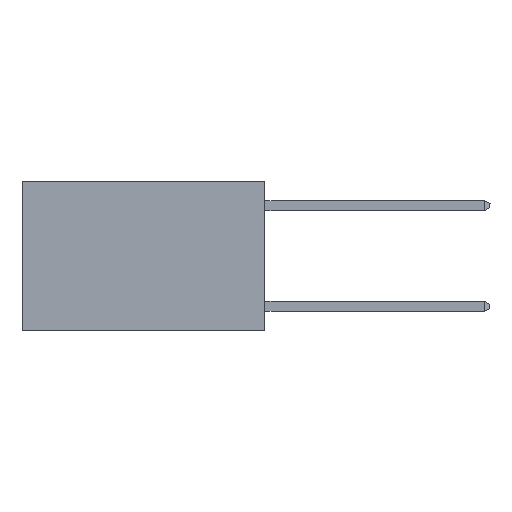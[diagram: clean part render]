
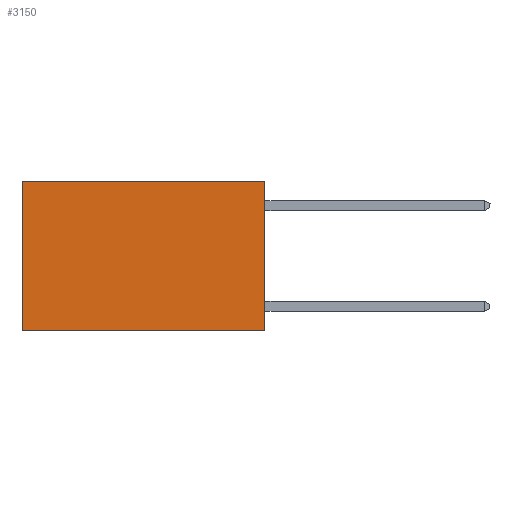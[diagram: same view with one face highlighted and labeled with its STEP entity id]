
A CAD part, left-side view. The second image highlights one B-rep face of the part: STEP entity #3150.
In plain terms, the highlighted planar face has unit normal (-1, 0, 0).
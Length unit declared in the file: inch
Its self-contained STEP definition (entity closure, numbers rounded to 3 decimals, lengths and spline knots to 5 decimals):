
#214 = EDGE_LOOP ( 'NONE', ( #2317, #6289, #2616, #3344 ) ) ;
#1160 = CARTESIAN_POINT ( 'NONE',  ( 0.2625, 0., 0. ) ) ;
#1217 = EDGE_CURVE ( 'NONE', #6788, #1457, #16247, .T. ) ;
#1223 = DIRECTION ( 'NONE',  ( 0., 0., -1. ) ) ;
#1282 = AXIS2_PLACEMENT_3D ( 'NONE', #15046, #8780, #1223 ) ;
#1457 = VERTEX_POINT ( 'NONE', #7931 ) ;
#2317 = ORIENTED_EDGE ( 'NONE', *, *, #15288, .T. ) ;
#2507 = EDGE_CURVE ( 'NONE', #6788, #11413, #12951, .T. ) ;
#2616 = ORIENTED_EDGE ( 'NONE', *, *, #1217, .F. ) ;
#3150 = ADVANCED_FACE ( 'NONE', ( #3464 ), #13409, .F. ) ;
#3245 = CARTESIAN_POINT ( 'NONE',  ( 0.2625, 0., -0.37 ) ) ;
#3344 = ORIENTED_EDGE ( 'NONE', *, *, #2507, .T. ) ;
#3461 = LINE ( 'NONE', #14948, #6043 ) ;
#3464 = FACE_OUTER_BOUND ( 'NONE', #214, .T. ) ;
#3641 = VECTOR ( 'NONE', #11256, 39.37008 ) ;
#4737 = CARTESIAN_POINT ( 'NONE',  ( 0.2625, 0.6, 0. ) ) ;
#4933 = DIRECTION ( 'NONE',  ( 0., 0., -1. ) ) ;
#5724 = VECTOR ( 'NONE', #5793, 39.37008 ) ;
#5793 = DIRECTION ( 'NONE',  ( 0., 1., 0. ) ) ;
#6043 = VECTOR ( 'NONE', #4933, 39.37008 ) ;
#6252 = VECTOR ( 'NONE', #12621, 39.37008 ) ;
#6289 = ORIENTED_EDGE ( 'NONE', *, *, #7267, .F. ) ;
#6299 = CARTESIAN_POINT ( 'NONE',  ( 0.2625, 0., 0. ) ) ;
#6788 = VERTEX_POINT ( 'NONE', #12398 ) ;
#7267 = EDGE_CURVE ( 'NONE', #1457, #8834, #15760, .T. ) ;
#7931 = CARTESIAN_POINT ( 'NONE',  ( 0.2625, 0., -0.37 ) ) ;
#8780 = DIRECTION ( 'NONE',  ( 1., 0., 0. ) ) ;
#8834 = VERTEX_POINT ( 'NONE', #9768 ) ;
#9768 = CARTESIAN_POINT ( 'NONE',  ( 0.2625, 0.6, -0.37 ) ) ;
#11256 = DIRECTION ( 'NONE',  ( 0., 0., -1. ) ) ;
#11413 = VERTEX_POINT ( 'NONE', #4737 ) ;
#12398 = CARTESIAN_POINT ( 'NONE',  ( 0.2625, 0., 0. ) ) ;
#12621 = DIRECTION ( 'NONE',  ( 0., 1., 0. ) ) ;
#12951 = LINE ( 'NONE', #6299, #6252 ) ;
#13409 = PLANE ( 'NONE',  #1282 ) ;
#14948 = CARTESIAN_POINT ( 'NONE',  ( 0.2625, 0.6, 0. ) ) ;
#15046 = CARTESIAN_POINT ( 'NONE',  ( 0.2625, 0., 0. ) ) ;
#15288 = EDGE_CURVE ( 'NONE', #11413, #8834, #3461, .T. ) ;
#15760 = LINE ( 'NONE', #3245, #5724 ) ;
#16247 = LINE ( 'NONE', #1160, #3641 ) ;
